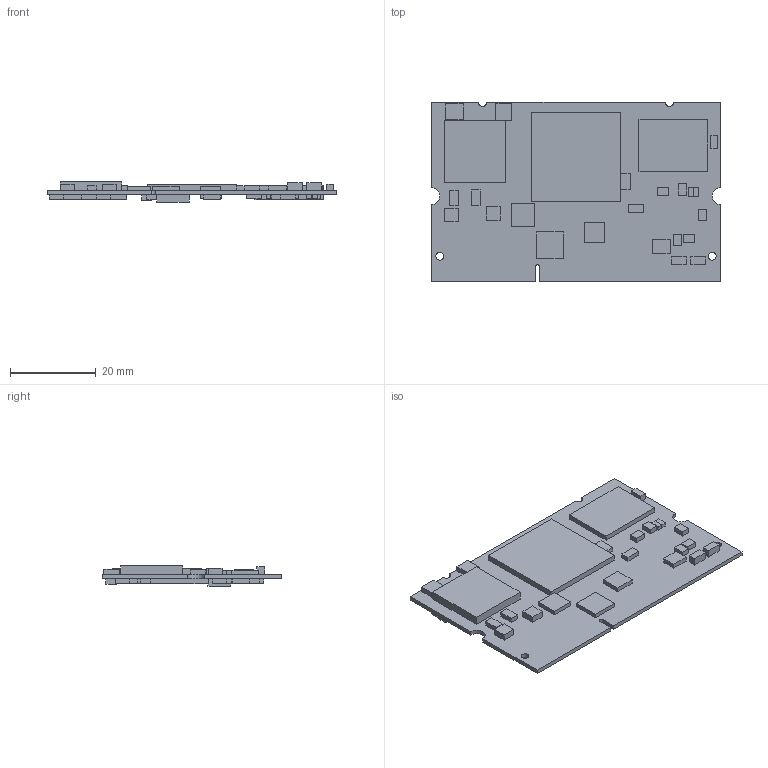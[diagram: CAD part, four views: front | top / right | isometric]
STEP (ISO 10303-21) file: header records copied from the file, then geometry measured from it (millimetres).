
FILE_DESCRIPTION (( 'STEP AP203' ), '1' );
FILE_NAME ('som-imx7-rev1.0_F_asm.STEP', '2017-12-21T09:20:48', ( 'Windows User' ), ( '' ), 'SwSTEP 2.0', 'SolidWorks 2015', '' );
FILE_SCHEMA (( 'CONFIG_CONTROL_DESIGN' ));
Length unit declared in the file: millimetre
Products named in the file (28): 131D41510S_SOT23-1A3C-DIOD_cust_131D41510S; 106N20190S_SC-70-6_106N20190S; 115A01053S_BGA-541-075-19x19_115A01053S; 131D21010S_SOT23-1A3C-DIOD_cust_131D21010S; som-imx7-rev1.0_F_asm; 116A00100S_BGA-64-05-5x5_116A00100S; 139A10020S_1206_DIOD_139A10020S; 141B25602I_OSC3225_141B25602I; 141C38600I_OSC3225_141C38600I; 105I76040S_SOT23-6L-compulab_105I76040S; 147A4R703S_IND3_2x3_2SM_147A4R703S; 123V4R500S_DFN3x3-8+Epad_123V4R500S; 111S32100I_WSON5x6mm-8_111S32100I; 184C5000S_CX-R-3x3x1_25S_184C5000S; 116B10040S_SO8_116B10040S; 111L42700S_BGA-96-08-10x14_111L42700S; 161F00005S_1206_161F00005S; 116B20460I_MO-220VGGC-2.16X2.16_116B20460I; 116B00250S_SIP-100-13.5x13.5x2_116B00250S; 141B32301I_XTAL3_2x1_5_141B32301I; 111H32900S_TSOP48-12X20_111H32900S; 147A2R203S_Ind2_5x2x1_2_147A2R203S; som-imx7-rev1.0_F_board; 147A1R501S_Ind2_5x2x1_2_147A1R501S; 151B10730S_C1206H2_5_151B10730S; 141B12604I_OSC3225_141B12604I; 151B22610S_0603_151B22610S; QFN24_QFN4x4-24_QFN24
Assembly tree (50 placements, depth 2):
  som-imx7-rev1.0_F_asm
    som-imx7-rev1.0_F_board
    105I76040S_SOT23-6L-compulab_105I76040S
    106N20190S_SC-70-6_106N20190S
    111H32900S_TSOP48-12X20_111H32900S
    111L42700S_BGA-96-08-10x14_111L42700S  x2
    111S32100I_WSON5x6mm-8_111S32100I
    115A01053S_BGA-541-075-19x19_115A01053S
    116A00100S_BGA-64-05-5x5_116A00100S
    116B00250S_SIP-100-13.5x13.5x2_116B00250S
    116B10040S_SO8_116B10040S
    116B20460I_MO-220VGGC-2.16X2.16_116B20460I
    123V4R500S_DFN3x3-8+Epad_123V4R500S
    131D21010S_SOT23-1A3C-DIOD_cust_131D21010S  x2
    131D41510S_SOT23-1A3C-DIOD_cust_131D41510S
    139A10020S_1206_DIOD_139A10020S
    141B12604I_OSC3225_141B12604I
    141B25602I_OSC3225_141B25602I  x2
    141B32301I_XTAL3_2x1_5_141B32301I  x3
    141C38600I_OSC3225_141C38600I
    147A1R501S_Ind2_5x2x1_2_147A1R501S  x4
    147A2R203S_Ind2_5x2x1_2_147A2R203S
    147A4R703S_IND3_2x3_2SM_147A4R703S  x2
    151B10730S_C1206H2_5_151B10730S  x2
    151B22610S_0603_151B22610S  x10
    161F00005S_1206_161F00005S  x4
    184C5000S_CX-R-3x3x1_25S_184C5000S  x2
    QFN24_QFN4x4-24_QFN24
Bounding box: 67.6 x 42 x 4.72 mm (x, y, z)
Volume: 5133.4 mm3; surface area: 10433.1 mm2
Topology: 50 solids, 50 shells, 317 faces, 651 edges, 434 vertices
Faces by surface type: plane 307, cylinder 10
Entity records: 8463 total; most frequent: DIRECTION 859, CARTESIAN_POINT 857, ORIENTED_EDGE 750, EDGE_CURVE 375, VECTOR 355, LINE 355, PERSON_AND_ORGANIZATION 274, AXIS2_PLACEMENT_3D 252
